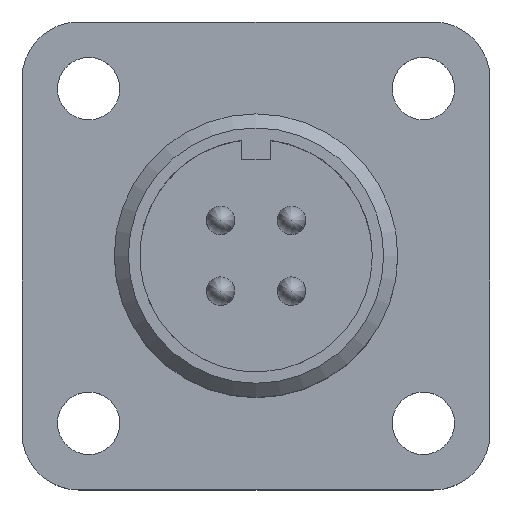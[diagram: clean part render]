
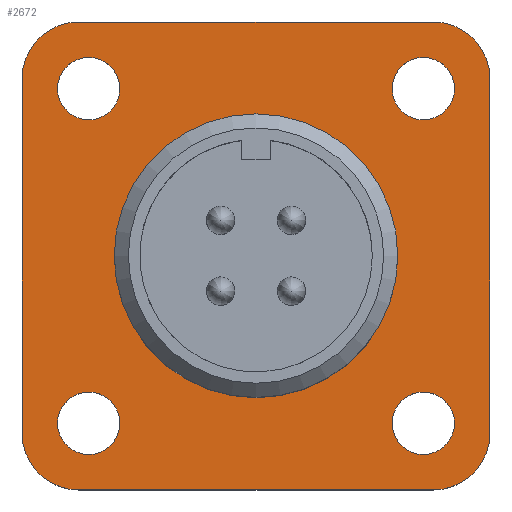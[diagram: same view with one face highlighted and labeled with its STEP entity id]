
A CAD part, top view. The second image highlights one B-rep face of the part: STEP entity #2672.
In plain terms, the highlighted planar face has unit normal (0, 0, 1).
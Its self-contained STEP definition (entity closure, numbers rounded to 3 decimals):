
#2672=ADVANCED_FACE('',(#4958,#4960,#4962,#4964,#4966,#4968),#4970,.T.);
#4958=FACE_BOUND('',#4959,.T.);
#4959=EDGE_LOOP('',(#6978,#6979,#6980,#6981,#6982,#6983,#6984,#6985));
#4960=FACE_BOUND('',#4961,.T.);
#4961=EDGE_LOOP('',(#6986));
#4962=FACE_BOUND('',#4963,.T.);
#4963=EDGE_LOOP('',(#6987));
#4964=FACE_BOUND('',#4965,.T.);
#4965=EDGE_LOOP('',(#6988));
#4966=FACE_BOUND('',#4967,.T.);
#4967=EDGE_LOOP('',(#6989));
#4968=FACE_BOUND('',#4969,.T.);
#4969=EDGE_LOOP('',(#6990));
#4970=PLANE('',#4971);
#4971=AXIS2_PLACEMENT_3D('',#4972,#4973,#4974);
#4972=CARTESIAN_POINT('',(0.,0.,-7.));
#4973=DIRECTION('',(0.,0.,1.));
#4974=DIRECTION('',(1.,0.,0.));
#6978=ORIENTED_EDGE('',*,*,#7868,.F.);
#6979=ORIENTED_EDGE('',*,*,#7866,.F.);
#6980=ORIENTED_EDGE('',*,*,#7880,.F.);
#6981=ORIENTED_EDGE('',*,*,#7878,.F.);
#6982=ORIENTED_EDGE('',*,*,#7876,.F.);
#6983=ORIENTED_EDGE('',*,*,#7874,.F.);
#6984=ORIENTED_EDGE('',*,*,#7872,.F.);
#6985=ORIENTED_EDGE('',*,*,#7870,.F.);
#6986=ORIENTED_EDGE('',*,*,#7882,.F.);
#6987=ORIENTED_EDGE('',*,*,#7883,.F.);
#6988=ORIENTED_EDGE('',*,*,#7884,.F.);
#6989=ORIENTED_EDGE('',*,*,#7885,.F.);
#6990=ORIENTED_EDGE('',*,*,#7886,.F.);
#7866=EDGE_CURVE('',#9179,#9181,#9182,.T.);
#7868=EDGE_CURVE('',#9181,#9184,#9185,.F.);
#7870=EDGE_CURVE('',#9184,#9187,#9188,.T.);
#7872=EDGE_CURVE('',#9187,#9190,#9191,.F.);
#7874=EDGE_CURVE('',#9190,#9193,#9194,.T.);
#7876=EDGE_CURVE('',#9193,#9196,#9197,.F.);
#7878=EDGE_CURVE('',#9196,#9199,#9200,.T.);
#7880=EDGE_CURVE('',#9199,#9179,#9202,.F.);
#7882=EDGE_CURVE('',#9205,#9205,#9206,.T.);
#7883=EDGE_CURVE('',#9207,#9207,#9208,.T.);
#7884=EDGE_CURVE('',#9209,#9209,#9210,.T.);
#7885=EDGE_CURVE('',#9211,#9211,#9212,.T.);
#7886=EDGE_CURVE('',#9213,#9213,#9214,.T.);
#9179=VERTEX_POINT('',#12197);
#9181=VERTEX_POINT('',#12201);
#9182=LINE('',#12202,#12203);
#9184=VERTEX_POINT('',#12208);
#9185=CIRCLE('',#12209,2.);
#9187=VERTEX_POINT('',#12216);
#9188=LINE('',#12217,#12218);
#9190=VERTEX_POINT('',#12223);
#9191=CIRCLE('',#12224,2.);
#9193=VERTEX_POINT('',#12231);
#9194=LINE('',#12232,#12233);
#9196=VERTEX_POINT('',#12238);
#9197=CIRCLE('',#12239,2.);
#9199=VERTEX_POINT('',#12246);
#9200=LINE('',#12247,#12248);
#9202=CIRCLE('',#12253,2.);
#9205=VERTEX_POINT('',#12262);
#9206=CIRCLE('',#12263,1.1);
#9207=VERTEX_POINT('',#12267);
#9208=CIRCLE('',#12268,1.1);
#9209=VERTEX_POINT('',#12272);
#9210=CIRCLE('',#12273,1.1);
#9211=VERTEX_POINT('',#12277);
#9212=CIRCLE('',#12278,1.1);
#9213=VERTEX_POINT('',#12282);
#9214=CIRCLE('',#12283,5.);
#12197=CARTESIAN_POINT('',(-6.25,8.25,-7.));
#12201=CARTESIAN_POINT('',(6.25,8.25,-7.));
#12202=CARTESIAN_POINT('',(-6.25,8.25,-7.));
#12203=VECTOR('',#12204,1.);
#12204=DIRECTION('',(1.,0.,0.));
#12208=CARTESIAN_POINT('',(8.25,6.25,-7.));
#12209=AXIS2_PLACEMENT_3D('',#12210,#12211,#12212);
#12210=CARTESIAN_POINT('',(6.25,6.25,-7.));
#12211=DIRECTION('',(0.,0.,1.));
#12212=DIRECTION('',(1.,0.,0.));
#12216=CARTESIAN_POINT('',(8.25,-6.25,-7.));
#12217=CARTESIAN_POINT('',(8.25,6.25,-7.));
#12218=VECTOR('',#12219,1.);
#12219=DIRECTION('',(0.,-1.,0.));
#12223=CARTESIAN_POINT('',(6.25,-8.25,-7.));
#12224=AXIS2_PLACEMENT_3D('',#12225,#12226,#12227);
#12225=CARTESIAN_POINT('',(6.25,-6.25,-7.));
#12226=DIRECTION('',(0.,0.,1.));
#12227=DIRECTION('',(0.,-1.,0.));
#12231=CARTESIAN_POINT('',(-6.25,-8.25,-7.));
#12232=CARTESIAN_POINT('',(6.25,-8.25,-7.));
#12233=VECTOR('',#12234,1.);
#12234=DIRECTION('',(-1.,0.,0.));
#12238=CARTESIAN_POINT('',(-8.25,-6.25,-7.));
#12239=AXIS2_PLACEMENT_3D('',#12240,#12241,#12242);
#12240=CARTESIAN_POINT('',(-6.25,-6.25,-7.));
#12241=DIRECTION('',(0.,0.,1.));
#12242=DIRECTION('',(-1.,0.,0.));
#12246=CARTESIAN_POINT('',(-8.25,6.25,-7.));
#12247=CARTESIAN_POINT('',(-8.25,-6.25,-7.));
#12248=VECTOR('',#12249,1.);
#12249=DIRECTION('',(0.,1.,0.));
#12253=AXIS2_PLACEMENT_3D('',#12254,#12255,#12256);
#12254=CARTESIAN_POINT('',(-6.25,6.25,-7.));
#12255=DIRECTION('',(0.,0.,1.));
#12256=DIRECTION('',(0.,1.,0.));
#12262=CARTESIAN_POINT('',(7.,-5.9,-7.));
#12263=AXIS2_PLACEMENT_3D('',#12264,#12265,#12266);
#12264=CARTESIAN_POINT('',(5.9,-5.9,-7.));
#12265=DIRECTION('',(0.,0.,1.));
#12266=DIRECTION('',(1.,0.,0.));
#12267=CARTESIAN_POINT('',(7.,5.9,-7.));
#12268=AXIS2_PLACEMENT_3D('',#12269,#12270,#12271);
#12269=CARTESIAN_POINT('',(5.9,5.9,-7.));
#12270=DIRECTION('',(0.,0.,1.));
#12271=DIRECTION('',(1.,0.,0.));
#12272=CARTESIAN_POINT('',(-4.8,5.9,-7.));
#12273=AXIS2_PLACEMENT_3D('',#12274,#12275,#12276);
#12274=CARTESIAN_POINT('',(-5.9,5.9,-7.));
#12275=DIRECTION('',(0.,0.,1.));
#12276=DIRECTION('',(1.,0.,0.));
#12277=CARTESIAN_POINT('',(-4.8,-5.9,-7.));
#12278=AXIS2_PLACEMENT_3D('',#12279,#12280,#12281);
#12279=CARTESIAN_POINT('',(-5.9,-5.9,-7.));
#12280=DIRECTION('',(0.,0.,1.));
#12281=DIRECTION('',(1.,0.,0.));
#12282=CARTESIAN_POINT('',(5.,0.,-7.));
#12283=AXIS2_PLACEMENT_3D('',#12284,#12285,#12286);
#12284=CARTESIAN_POINT('',(0.,0.,-7.));
#12285=DIRECTION('',(0.,0.,1.));
#12286=DIRECTION('',(1.,0.,0.));
